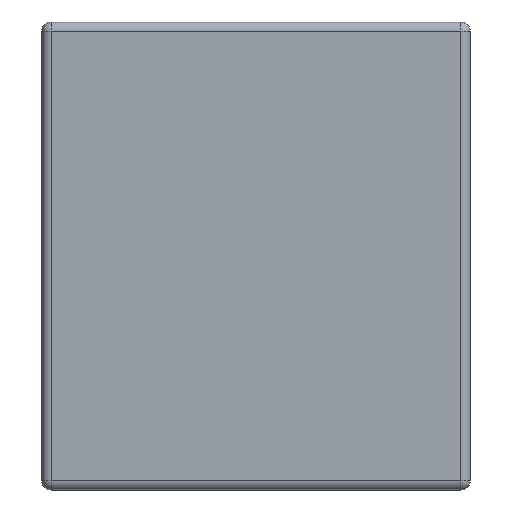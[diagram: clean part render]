
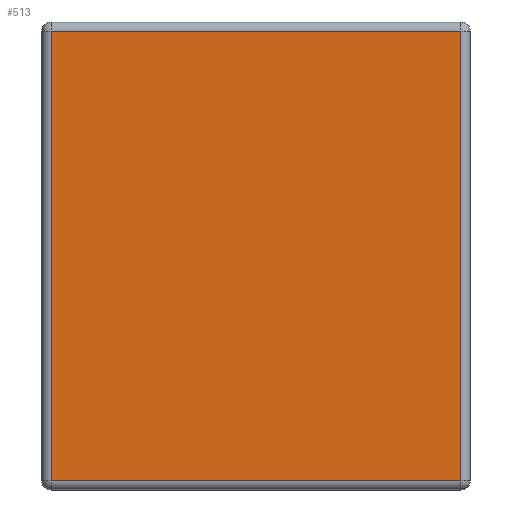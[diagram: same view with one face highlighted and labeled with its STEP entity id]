
A CAD part, left-side view. The second image highlights one B-rep face of the part: STEP entity #513.
In plain terms, the highlighted planar face has unit normal (-1, 0, 0).
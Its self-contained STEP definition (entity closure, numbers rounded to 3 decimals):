
#500 = ORIENTED_EDGE ( 'NONE', *, *, #507, .T. ) ;
#501 = EDGE_CURVE ( 'NONE', #509, #503, #888, .T. ) ;
#503 = VERTEX_POINT ( 'NONE', #884 ) ;
#505 = ORIENTED_EDGE ( 'NONE', *, *, #501, .T. ) ;
#506 = ORIENTED_EDGE ( 'NONE', *, *, #508, .T. ) ;
#507 = EDGE_CURVE ( 'NONE', #503, #511, #883, .T. ) ;
#508 = EDGE_CURVE ( 'NONE', #523, #509, #879, .T. ) ;
#509 = VERTEX_POINT ( 'NONE', #875 ) ;
#511 = VERTEX_POINT ( 'NONE', #921 ) ;
#513 = ADVANCED_FACE ( 'NONE', ( #915 ), #900, .F. ) ;
#514 = EDGE_LOOP ( 'NONE', ( #515, #506, #505, #500 ) ) ;
#515 = ORIENTED_EDGE ( 'NONE', *, *, #519, .T. ) ;
#519 = EDGE_CURVE ( 'NONE', #511, #523, #930, .T. ) ;
#523 = VERTEX_POINT ( 'NONE', #926 ) ;
#875 = CARTESIAN_POINT ( 'NONE',  ( -1.6, 2.24, -1.2 ) ) ;
#876 = DIRECTION ( 'NONE',  ( 0., 0., -1. ) ) ;
#877 = VECTOR ( 'NONE', #876, 1000. ) ;
#878 = CARTESIAN_POINT ( 'NONE',  ( -1.6, 2.24, 1.25 ) ) ;
#879 = LINE ( 'NONE', #878, #877 ) ;
#880 = DIRECTION ( 'NONE',  ( 0., 0., 1. ) ) ;
#881 = VECTOR ( 'NONE', #880, 1000. ) ;
#882 = CARTESIAN_POINT ( 'NONE',  ( -1.6, 0.05, 1.25 ) ) ;
#883 = LINE ( 'NONE', #882, #881 ) ;
#884 = CARTESIAN_POINT ( 'NONE',  ( -1.6, 0.05, -1.2 ) ) ;
#885 = DIRECTION ( 'NONE',  ( 0., -1., 0. ) ) ;
#886 = VECTOR ( 'NONE', #885, 1000. ) ;
#887 = CARTESIAN_POINT ( 'NONE',  ( -1.6, 2.29, -1.2 ) ) ;
#888 = LINE ( 'NONE', #887, #886 ) ;
#898 = CARTESIAN_POINT ( 'NONE',  ( -1.6, 2.29, 1.25 ) ) ;
#899 = AXIS2_PLACEMENT_3D ( 'NONE', #898, #951, #950 ) ;
#900 = PLANE ( 'NONE',  #899 ) ;
#915 = FACE_OUTER_BOUND ( 'NONE', #514, .T. ) ;
#921 = CARTESIAN_POINT ( 'NONE',  ( -1.6, 0.05, 1.2 ) ) ;
#926 = CARTESIAN_POINT ( 'NONE',  ( -1.6, 2.24, 1.2 ) ) ;
#927 = DIRECTION ( 'NONE',  ( 0., 1., 0. ) ) ;
#928 = VECTOR ( 'NONE', #927, 1000. ) ;
#929 = CARTESIAN_POINT ( 'NONE',  ( -1.6, 2.29, 1.2 ) ) ;
#930 = LINE ( 'NONE', #929, #928 ) ;
#950 = DIRECTION ( 'NONE',  ( 0., 0., -1. ) ) ;
#951 = DIRECTION ( 'NONE',  ( 1., 0., 0. ) ) ;
